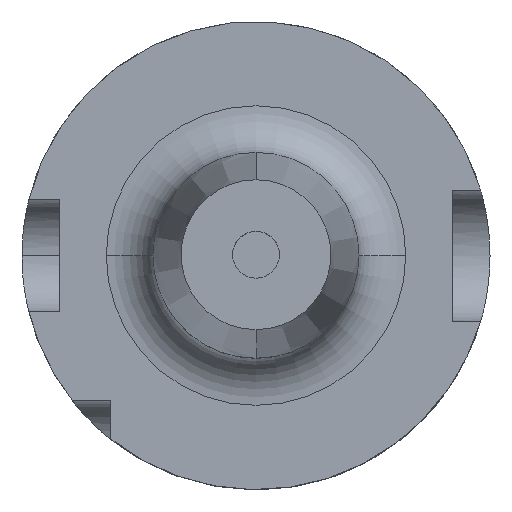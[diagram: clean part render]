
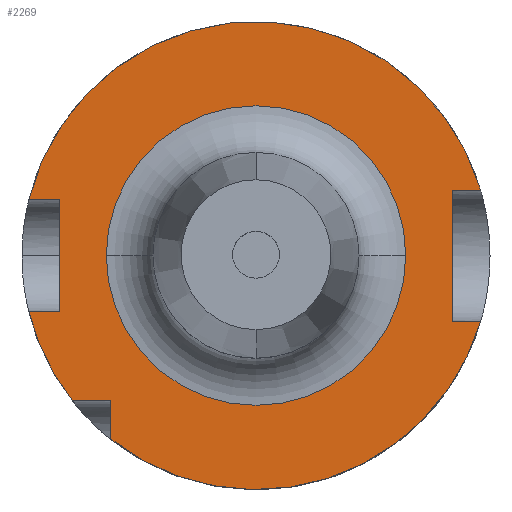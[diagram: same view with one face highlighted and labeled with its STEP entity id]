
A CAD part, top view. The second image highlights one B-rep face of the part: STEP entity #2269.
In plain terms, the highlighted planar face has unit normal (0, 0, 1).
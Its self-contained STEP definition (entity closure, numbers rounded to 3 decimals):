
#18 = CARTESIAN_POINT ( 'NONE',  ( 0., 25., 26. ) ) ;
#24 = VECTOR ( 'NONE', #1670, 1000. ) ;
#44 = VERTEX_POINT ( 'NONE', #2778 ) ;
#61 = EDGE_CURVE ( 'NONE', #2046, #755, #2353, .T. ) ;
#117 = ORIENTED_EDGE ( 'NONE', *, *, #2876, .T. ) ;
#141 = DIRECTION ( 'NONE',  ( 0., 0., -1. ) ) ;
#152 = DIRECTION ( 'NONE',  ( 1., 0., 0. ) ) ;
#167 = CARTESIAN_POINT ( 'NONE',  ( 0., 0., 26. ) ) ;
#171 = EDGE_CURVE ( 'NONE', #1181, #3096, #1999, .T. ) ;
#178 = DIRECTION ( 'NONE',  ( 1., 0., 0. ) ) ;
#205 = EDGE_LOOP ( 'NONE', ( #2484, #1968 ) ) ;
#229 = ORIENTED_EDGE ( 'NONE', *, *, #641, .T. ) ;
#238 = EDGE_CURVE ( 'NONE', #611, #1478, #589, .T. ) ;
#265 = ORIENTED_EDGE ( 'NONE', *, *, #1220, .T. ) ;
#271 = VECTOR ( 'NONE', #1435, 1000. ) ;
#287 = VECTOR ( 'NONE', #2113, 1000. ) ;
#332 = FACE_OUTER_BOUND ( 'NONE', #2243, .T. ) ;
#342 = VECTOR ( 'NONE', #2372, 1000. ) ;
#346 = EDGE_CURVE ( 'NONE', #1585, #1665, #2270, .T. ) ;
#440 = CARTESIAN_POINT ( 'NONE',  ( -15.5, 25., 26. ) ) ;
#448 = VERTEX_POINT ( 'NONE', #3110 ) ;
#458 = DIRECTION ( 'NONE',  ( -1., 0., 0. ) ) ;
#510 = CARTESIAN_POINT ( 'NONE',  ( -24.269, 6., 26. ) ) ;
#589 = LINE ( 'NONE', #2518, #2610 ) ;
#591 = DIRECTION ( 'NONE',  ( -1., 0., 0. ) ) ;
#611 = VERTEX_POINT ( 'NONE', #1476 ) ;
#617 = VERTEX_POINT ( 'NONE', #1254 ) ;
#641 = EDGE_CURVE ( 'NONE', #448, #1181, #2596, .T. ) ;
#643 = AXIS2_PLACEMENT_3D ( 'NONE', #18, #2202, #458 ) ;
#659 = VECTOR ( 'NONE', #754, 1000. ) ;
#685 = CARTESIAN_POINT ( 'NONE',  ( 0., 0., 26. ) ) ;
#687 = CIRCLE ( 'NONE', #3056, 25. ) ;
#754 = DIRECTION ( 'NONE',  ( 1., 0., 0. ) ) ;
#755 = VERTEX_POINT ( 'NONE', #2512 ) ;
#771 = ORIENTED_EDGE ( 'NONE', *, *, #1991, .F. ) ;
#870 = DIRECTION ( 'NONE',  ( 0., 0., 1. ) ) ;
#883 = CARTESIAN_POINT ( 'NONE',  ( 21., 7., 26. ) ) ;
#967 = EDGE_CURVE ( 'NONE', #1478, #755, #2957, .T. ) ;
#968 = ORIENTED_EDGE ( 'NONE', *, *, #238, .F. ) ;
#991 = ORIENTED_EDGE ( 'NONE', *, *, #1661, .T. ) ;
#1170 = CIRCLE ( 'NONE', #2120, 16. ) ;
#1174 = CIRCLE ( 'NONE', #1215, 25. ) ;
#1181 = VERTEX_POINT ( 'NONE', #2080 ) ;
#1200 = CIRCLE ( 'NONE', #1932, 25. ) ;
#1201 = DIRECTION ( 'NONE',  ( 0., 0., -1. ) ) ;
#1215 = AXIS2_PLACEMENT_3D ( 'NONE', #3107, #870, #178 ) ;
#1220 = EDGE_CURVE ( 'NONE', #44, #448, #1174, .T. ) ;
#1254 = CARTESIAN_POINT ( 'NONE',  ( -21., 6., 26. ) ) ;
#1345 = ORIENTED_EDGE ( 'NONE', *, *, #967, .F. ) ;
#1386 = LINE ( 'NONE', #2265, #2246 ) ;
#1435 = DIRECTION ( 'NONE',  ( 0., -1., 0. ) ) ;
#1475 = ORIENTED_EDGE ( 'NONE', *, *, #61, .T. ) ;
#1476 = CARTESIAN_POINT ( 'NONE',  ( 24., 7., 26. ) ) ;
#1478 = VERTEX_POINT ( 'NONE', #883 ) ;
#1522 = AXIS2_PLACEMENT_3D ( 'NONE', #167, #141, #2102 ) ;
#1585 = VERTEX_POINT ( 'NONE', #2688 ) ;
#1640 = CARTESIAN_POINT ( 'NONE',  ( -21., -6., 26. ) ) ;
#1656 = VERTEX_POINT ( 'NONE', #1640 ) ;
#1661 = EDGE_CURVE ( 'NONE', #3096, #2046, #687, .T. ) ;
#1663 = VECTOR ( 'NONE', #3001, 1000. ) ;
#1665 = VERTEX_POINT ( 'NONE', #2136 ) ;
#1668 = ORIENTED_EDGE ( 'NONE', *, *, #2559, .T. ) ;
#1670 = DIRECTION ( 'NONE',  ( 0., -1., 0. ) ) ;
#1677 = CARTESIAN_POINT ( 'NONE',  ( -21., -6., 26. ) ) ;
#1714 = PLANE ( 'NONE',  #643 ) ;
#1721 = DIRECTION ( 'NONE',  ( 0., 0., 1. ) ) ;
#1760 = CARTESIAN_POINT ( 'NONE',  ( 0., -15.5, 26. ) ) ;
#1846 = EDGE_CURVE ( 'NONE', #617, #1656, #2286, .T. ) ;
#1885 = EDGE_CURVE ( 'NONE', #1665, #1585, #1170, .T. ) ;
#1932 = AXIS2_PLACEMENT_3D ( 'NONE', #1956, #1721, #2212 ) ;
#1956 = CARTESIAN_POINT ( 'NONE',  ( 0., 0., 26. ) ) ;
#1968 = ORIENTED_EDGE ( 'NONE', *, *, #1885, .T. ) ;
#1991 = EDGE_CURVE ( 'NONE', #44, #1656, #1386, .T. ) ;
#1999 = LINE ( 'NONE', #440, #24 ) ;
#2018 = DIRECTION ( 'NONE',  ( 1., 0., 0. ) ) ;
#2046 = VERTEX_POINT ( 'NONE', #3030 ) ;
#2080 = CARTESIAN_POINT ( 'NONE',  ( -15.5, -15.5, 26. ) ) ;
#2092 = CARTESIAN_POINT ( 'NONE',  ( 31., -7., 26. ) ) ;
#2102 = DIRECTION ( 'NONE',  ( -1., 0., 0. ) ) ;
#2113 = DIRECTION ( 'NONE',  ( -1., 0., 0. ) ) ;
#2117 = CARTESIAN_POINT ( 'NONE',  ( 21., -7., 26. ) ) ;
#2120 = AXIS2_PLACEMENT_3D ( 'NONE', #2429, #1201, #2936 ) ;
#2136 = CARTESIAN_POINT ( 'NONE',  ( 16., 0., 26. ) ) ;
#2202 = DIRECTION ( 'NONE',  ( 0., 0., -1. ) ) ;
#2212 = DIRECTION ( 'NONE',  ( 1., 0., 0. ) ) ;
#2243 = EDGE_LOOP ( 'NONE', ( #265, #229, #2371, #991, #1475, #1345, #968, #117, #1668, #2525, #771 ) ) ;
#2246 = VECTOR ( 'NONE', #2018, 1000. ) ;
#2265 = CARTESIAN_POINT ( 'NONE',  ( -31., -6., 26. ) ) ;
#2269 = ADVANCED_FACE ( 'NONE', ( #2398, #332 ), #1714, .F. ) ;
#2270 = CIRCLE ( 'NONE', #1522, 16. ) ;
#2286 = LINE ( 'NONE', #1677, #271 ) ;
#2297 = CARTESIAN_POINT ( 'NONE',  ( -31., 6., 26. ) ) ;
#2353 = LINE ( 'NONE', #2092, #287 ) ;
#2371 = ORIENTED_EDGE ( 'NONE', *, *, #171, .T. ) ;
#2372 = DIRECTION ( 'NONE',  ( 0., -1., 0. ) ) ;
#2398 = FACE_BOUND ( 'NONE', #205, .T. ) ;
#2429 = CARTESIAN_POINT ( 'NONE',  ( 0., 0., 26. ) ) ;
#2484 = ORIENTED_EDGE ( 'NONE', *, *, #346, .T. ) ;
#2512 = CARTESIAN_POINT ( 'NONE',  ( 21., -7., 26. ) ) ;
#2518 = CARTESIAN_POINT ( 'NONE',  ( 31., 7., 26. ) ) ;
#2525 = ORIENTED_EDGE ( 'NONE', *, *, #1846, .T. ) ;
#2559 = EDGE_CURVE ( 'NONE', #2941, #617, #2740, .T. ) ;
#2596 = LINE ( 'NONE', #1760, #659 ) ;
#2610 = VECTOR ( 'NONE', #591, 1000. ) ;
#2620 = CARTESIAN_POINT ( 'NONE',  ( -15.5, -19.615, 26. ) ) ;
#2688 = CARTESIAN_POINT ( 'NONE',  ( -16., 0., 26. ) ) ;
#2740 = LINE ( 'NONE', #2297, #1663 ) ;
#2778 = CARTESIAN_POINT ( 'NONE',  ( -24.269, -6., 26. ) ) ;
#2854 = DIRECTION ( 'NONE',  ( 0., 0., 1. ) ) ;
#2876 = EDGE_CURVE ( 'NONE', #611, #2941, #1200, .T. ) ;
#2936 = DIRECTION ( 'NONE',  ( -1., 0., 0. ) ) ;
#2941 = VERTEX_POINT ( 'NONE', #510 ) ;
#2957 = LINE ( 'NONE', #2117, #342 ) ;
#3001 = DIRECTION ( 'NONE',  ( 1., 0., 0. ) ) ;
#3030 = CARTESIAN_POINT ( 'NONE',  ( 24., -7., 26. ) ) ;
#3056 = AXIS2_PLACEMENT_3D ( 'NONE', #685, #2854, #152 ) ;
#3096 = VERTEX_POINT ( 'NONE', #2620 ) ;
#3107 = CARTESIAN_POINT ( 'NONE',  ( 0., 0., 26. ) ) ;
#3110 = CARTESIAN_POINT ( 'NONE',  ( -19.615, -15.5, 26. ) ) ;
